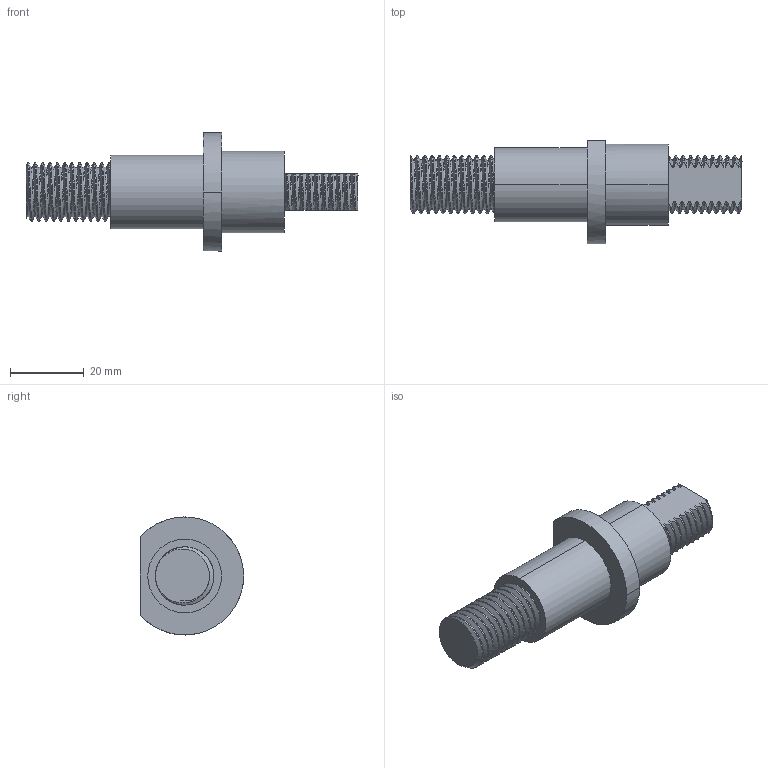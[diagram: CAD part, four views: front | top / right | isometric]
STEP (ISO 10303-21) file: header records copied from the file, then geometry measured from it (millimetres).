
FILE_DESCRIPTION(('CATIA V5 STEP Exchange'),'2;1');
FILE_NAME('Bucsa de ghidare 2.stp','2023-03-25T12:04:00+00:00',('none'),('none'),'CATIA Version 5 Release 21 GA (IN-10)','CATIA V5 STEP AP203','none');
FILE_SCHEMA(('CONFIG_CONTROL_DESIGN'));
Length unit declared in the file: millimetre
Products named in the file (1): Bucsa de ghidare 2
Bounding box: 90 x 28 x 32 mm (x, y, z)
Volume: 24592.5 mm3; surface area: 7646.3 mm2
Topology: 1 solids, 1 shells, 151 faces, 443 edges, 298 vertices
Faces by surface type: cylinder 96, bspline 46, plane 9
Entity records: 9705 total; most frequent: CARTESIAN_POINT 6344, ORIENTED_EDGE 886, EDGE_CURVE 443, DIRECTION 368, VERTEX_POINT 298, B_SPLINE_CURVE_WITH_KNOTS 287, EDGE_LOOP 155, ADVANCED_FACE 151
